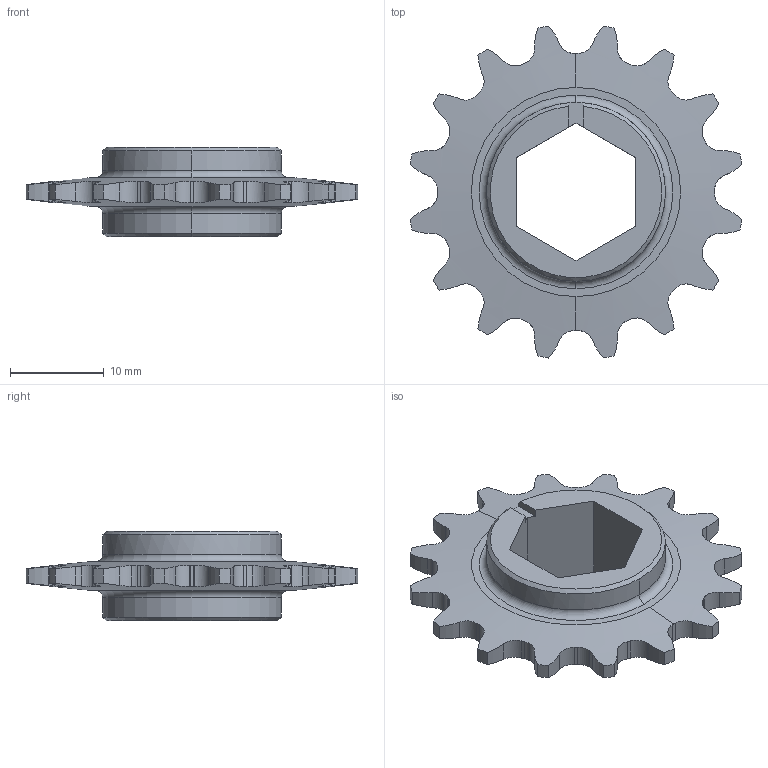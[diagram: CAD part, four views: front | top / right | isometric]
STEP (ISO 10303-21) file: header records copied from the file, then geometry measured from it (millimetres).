
FILE_DESCRIPTION (( 'STEP AP203' ), '1' );
FILE_NAME ('REV-21-2016.STEP', '2022-03-31T17:04:53', ( '' ), ( '' ), 'SwSTEP 2.0', 'SolidWorks 2022', '' );
FILE_SCHEMA (( 'CONFIG_CONTROL_DESIGN' ));
Length unit declared in the file: inch
Products named in the file (1): REV-21-2016
Bounding box: 35.38 x 35.38 x 9.53 mm (x, y, z)
Volume: 2727.7 mm3; surface area: 2407.4 mm2
Topology: 1 solids, 1 shells, 135 faces, 390 edges, 258 vertices
Faces by surface type: cylinder 111, plane 13, cone 7, torus 4
Entity records: 4940 total; most frequent: CARTESIAN_POINT 1510, ORIENTED_EDGE 780, DIRECTION 607, EDGE_CURVE 390, VERTEX_POINT 258, AXIS2_PLACEMENT_3D 231, B_SPLINE_CURVE_WITH_KNOTS 150, VECTOR 145
